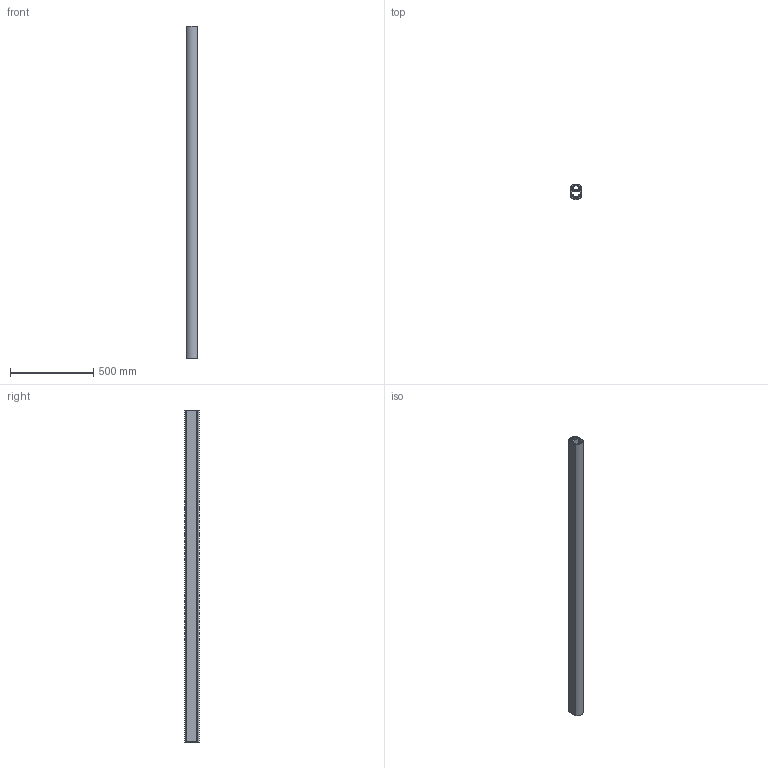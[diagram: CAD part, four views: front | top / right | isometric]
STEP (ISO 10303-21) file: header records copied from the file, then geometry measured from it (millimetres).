
FILE_DESCRIPTION (( 'STEP AP214' ), '1' );
FILE_NAME ('49471003.STEP', '2022-06-07T12:23:08', ( 'Ifina' ), ( 'Ifina' ), 'SwSTEP 2.0', 'SolidWorks 2020', '' );
FILE_SCHEMA (( 'AUTOMOTIVE_DESIGN' ));
Length unit declared in the file: millimetre
Products named in the file (1): 49471003
Bounding box: 65 x 88.58 x 2000 mm (x, y, z)
Surface area: 1275066.2 mm2 (no closed solid volume)
Topology: 0 solids, 2 shells, 78 faces, 295 edges, 209 vertices
Faces by surface type: cylinder 44, plane 34
Full cylindrical faces by diameter (mm): 7.45 x1, 7.46 x9
Entity records: 3962 total; most frequent: CARTESIAN_POINT 619, DIRECTION 528, ORIENTED_EDGE 466, EDGE_CURVE 284, VERTEX_POINT 208, AXIS2_PLACEMENT_3D 181, LINE 166, VECTOR 166
